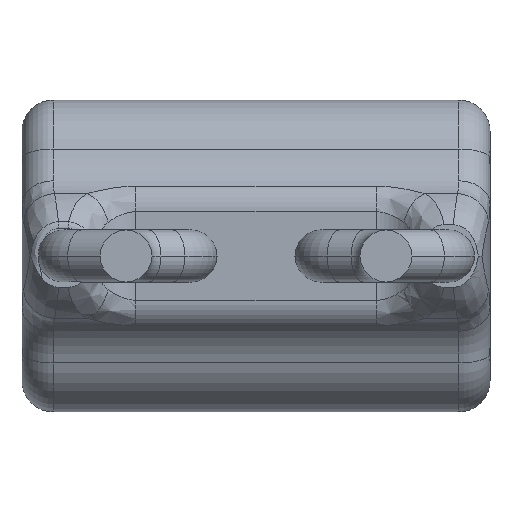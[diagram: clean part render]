
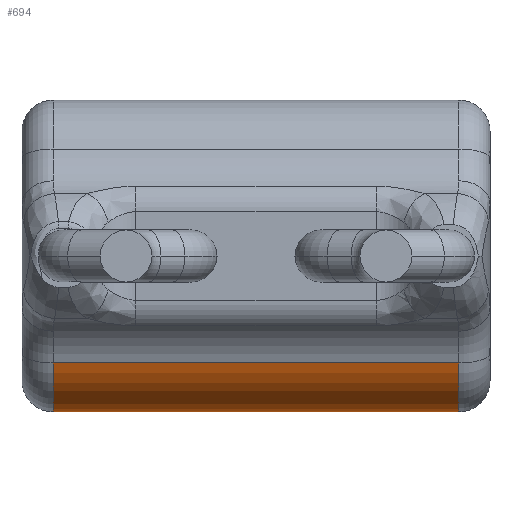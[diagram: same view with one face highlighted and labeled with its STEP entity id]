
A CAD part, front view. The second image highlights one B-rep face of the part: STEP entity #694.
In plain terms, the highlighted cylindrical face has radius 0.683 mm (diameter 1.366 mm), a partial arc.
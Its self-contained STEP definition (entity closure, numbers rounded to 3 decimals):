
#83 = CARTESIAN_POINT ( 'NONE',  ( -2.25, 3.424, -0.817 ) ) ;
#185 = LINE ( 'NONE', #751, #1719 ) ;
#420 = LINE ( 'NONE', #1427, #2852 ) ;
#452 = ORIENTED_EDGE ( 'NONE', *, *, #2450, .T. ) ;
#694 = ADVANCED_FACE ( 'NONE', ( #1037 ), #1558, .T. ) ;
#751 = CARTESIAN_POINT ( 'NONE',  ( -2.25, 2.775, -1.029 ) ) ;
#790 = CARTESIAN_POINT ( 'NONE',  ( 1.95, 3.424, -0.817 ) ) ;
#846 = DIRECTION ( 'NONE',  ( 0., 1., 0. ) ) ;
#1015 = CARTESIAN_POINT ( 'NONE',  ( -1.95, 3.424, -1.5 ) ) ;
#1033 = CIRCLE ( 'NONE', #1252, 0.683 ) ;
#1037 = FACE_OUTER_BOUND ( 'NONE', #2601, .T. ) ;
#1227 = EDGE_CURVE ( 'NONE', #1587, #2669, #420, .T. ) ;
#1247 = AXIS2_PLACEMENT_3D ( 'NONE', #1408, #2127, #846 ) ;
#1252 = AXIS2_PLACEMENT_3D ( 'NONE', #790, #3058, #1539 ) ;
#1408 = CARTESIAN_POINT ( 'NONE',  ( -1.95, 3.424, -0.817 ) ) ;
#1427 = CARTESIAN_POINT ( 'NONE',  ( -2.25, 3.424, -1.5 ) ) ;
#1539 = DIRECTION ( 'NONE',  ( 0., -1., 0. ) ) ;
#1558 = CYLINDRICAL_SURFACE ( 'NONE', #2329, 0.683 ) ;
#1587 = VERTEX_POINT ( 'NONE', #1015 ) ;
#1696 = DIRECTION ( 'NONE',  ( 1., 0., 0. ) ) ;
#1704 = CARTESIAN_POINT ( 'NONE',  ( 1.95, 3.424, -1.5 ) ) ;
#1719 = VECTOR ( 'NONE', #1696, 1000. ) ;
#1836 = VERTEX_POINT ( 'NONE', #1986 ) ;
#1945 = ORIENTED_EDGE ( 'NONE', *, *, #2176, .F. ) ;
#1986 = CARTESIAN_POINT ( 'NONE',  ( -1.95, 2.775, -1.029 ) ) ;
#2105 = CIRCLE ( 'NONE', #1247, 0.683 ) ;
#2112 = DIRECTION ( 'NONE',  ( 1., 0., 0. ) ) ;
#2127 = DIRECTION ( 'NONE',  ( 1., 0., 0. ) ) ;
#2176 = EDGE_CURVE ( 'NONE', #1836, #2611, #185, .T. ) ;
#2329 = AXIS2_PLACEMENT_3D ( 'NONE', #83, #2112, #2344 ) ;
#2344 = DIRECTION ( 'NONE',  ( 0., 0., -1. ) ) ;
#2450 = EDGE_CURVE ( 'NONE', #1836, #1587, #2105, .T. ) ;
#2453 = DIRECTION ( 'NONE',  ( 1., 0., 0. ) ) ;
#2507 = ORIENTED_EDGE ( 'NONE', *, *, #2862, .T. ) ;
#2601 = EDGE_LOOP ( 'NONE', ( #2806, #2507, #1945, #452 ) ) ;
#2611 = VERTEX_POINT ( 'NONE', #3258 ) ;
#2669 = VERTEX_POINT ( 'NONE', #1704 ) ;
#2806 = ORIENTED_EDGE ( 'NONE', *, *, #1227, .T. ) ;
#2852 = VECTOR ( 'NONE', #2453, 1000. ) ;
#2862 = EDGE_CURVE ( 'NONE', #2669, #2611, #1033, .T. ) ;
#3058 = DIRECTION ( 'NONE',  ( -1., 0., 0. ) ) ;
#3258 = CARTESIAN_POINT ( 'NONE',  ( 1.95, 2.775, -1.029 ) ) ;
